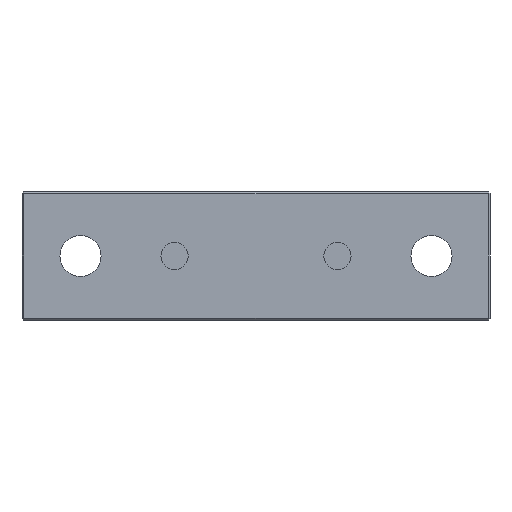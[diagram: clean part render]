
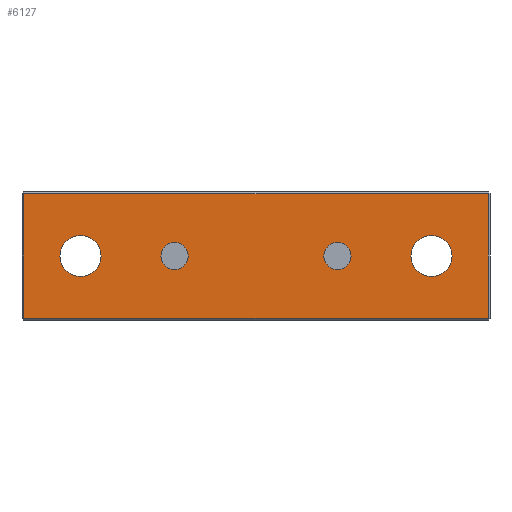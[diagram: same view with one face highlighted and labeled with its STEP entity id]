
A CAD part, front view. The second image highlights one B-rep face of the part: STEP entity #6127.
In plain terms, the highlighted planar face has unit normal (0, -1, 0).
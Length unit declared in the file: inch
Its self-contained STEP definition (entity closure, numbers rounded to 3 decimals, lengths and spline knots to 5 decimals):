
#1 = VERTEX_POINT ( 'NONE', #1485 ) ;
#18 = AXIS2_PLACEMENT_3D ( 'NONE', #994, #5010, #1560 ) ;
#103 = DIRECTION ( 'NONE',  ( -1., 0., 0. ) ) ;
#118 = CARTESIAN_POINT ( 'NONE',  ( 1.25, -1.0005, 0. ) ) ;
#154 = CIRCLE ( 'NONE', #3610, 0.11 ) ;
#188 = ORIENTED_EDGE ( 'NONE', *, *, #6846, .T. ) ;
#202 = CARTESIAN_POINT ( 'NONE',  ( 1.25, -1.0005, 0.33375 ) ) ;
#430 = DIRECTION ( 'NONE',  ( -1., 0., 0. ) ) ;
#460 = CIRCLE ( 'NONE', #6726, 0.11 ) ;
#491 = ORIENTED_EDGE ( 'NONE', *, *, #4401, .T. ) ;
#605 = ORIENTED_EDGE ( 'NONE', *, *, #6174, .T. ) ;
#680 = PLANE ( 'NONE',  #1508 ) ;
#694 = ORIENTED_EDGE ( 'NONE', *, *, #5727, .T. ) ;
#710 = DIRECTION ( 'NONE',  ( 0., 0., -1. ) ) ;
#774 = DIRECTION ( 'NONE',  ( 0., 0., 1. ) ) ;
#809 = FACE_OUTER_BOUND ( 'NONE', #1551, .T. ) ;
#861 = VECTOR ( 'NONE', #5768, 39.37008 ) ;
#872 = CARTESIAN_POINT ( 'NONE',  ( -1.24, -1.0005, 0. ) ) ;
#911 = AXIS2_PLACEMENT_3D ( 'NONE', #1309, #5353, #1916 ) ;
#994 = CARTESIAN_POINT ( 'NONE',  ( 0.435, -1.0005, 0. ) ) ;
#997 = FACE_BOUND ( 'NONE', #2441, .T. ) ;
#1251 = VERTEX_POINT ( 'NONE', #1651 ) ;
#1277 = CARTESIAN_POINT ( 'NONE',  ( -0.435, -1.0005, 0. ) ) ;
#1309 = CARTESIAN_POINT ( 'NONE',  ( 0.9375, -1.0005, 0. ) ) ;
#1333 = LINE ( 'NONE', #872, #4433 ) ;
#1375 = CARTESIAN_POINT ( 'NONE',  ( -0.8275, -1.0005, 0. ) ) ;
#1485 = CARTESIAN_POINT ( 'NONE',  ( 1.24, -1.0005, 0.33375 ) ) ;
#1492 = VERTEX_POINT ( 'NONE', #7095 ) ;
#1508 = AXIS2_PLACEMENT_3D ( 'NONE', #118, #4176, #710 ) ;
#1551 = EDGE_LOOP ( 'NONE', ( #605, #5091, #188, #2382 ) ) ;
#1560 = DIRECTION ( 'NONE',  ( -1., 0., 0. ) ) ;
#1651 = CARTESIAN_POINT ( 'NONE',  ( -0.5075, -1.0005, 0. ) ) ;
#1667 = EDGE_LOOP ( 'NONE', ( #4629, #4804 ) ) ;
#1875 = DIRECTION ( 'NONE',  ( -1., 0., 0. ) ) ;
#1894 = CARTESIAN_POINT ( 'NONE',  ( 0.3625, -1.0005, 0. ) ) ;
#1916 = DIRECTION ( 'NONE',  ( -1., 0., 0. ) ) ;
#1956 = CARTESIAN_POINT ( 'NONE',  ( -0.435, -1.0005, 0. ) ) ;
#1958 = VERTEX_POINT ( 'NONE', #5377 ) ;
#2143 = EDGE_LOOP ( 'NONE', ( #694, #7071 ) ) ;
#2150 = CIRCLE ( 'NONE', #911, 0.11 ) ;
#2322 = CARTESIAN_POINT ( 'NONE',  ( 1.25, -1.0005, -0.33375 ) ) ;
#2334 = FACE_BOUND ( 'NONE', #2143, .T. ) ;
#2382 = ORIENTED_EDGE ( 'NONE', *, *, #6721, .T. ) ;
#2441 = EDGE_LOOP ( 'NONE', ( #491, #5855 ) ) ;
#2445 = VERTEX_POINT ( 'NONE', #1894 ) ;
#2535 = DIRECTION ( 'NONE',  ( -1., 0., 0. ) ) ;
#2624 = EDGE_CURVE ( 'NONE', #1958, #5969, #460, .T. ) ;
#2797 = DIRECTION ( 'NONE',  ( 0., 1., 0. ) ) ;
#2823 = CARTESIAN_POINT ( 'NONE',  ( -1.24, -1.0005, 0.33375 ) ) ;
#2919 = VERTEX_POINT ( 'NONE', #1375 ) ;
#2933 = DIRECTION ( 'NONE',  ( 0., 1., 0. ) ) ;
#3448 = EDGE_CURVE ( 'NONE', #5969, #1958, #2150, .T. ) ;
#3551 = CIRCLE ( 'NONE', #5746, 0.0725 ) ;
#3568 = DIRECTION ( 'NONE',  ( 0., 1., 0. ) ) ;
#3610 = AXIS2_PLACEMENT_3D ( 'NONE', #7067, #3568, #103 ) ;
#3645 = CARTESIAN_POINT ( 'NONE',  ( 1.24, -1.0005, 0. ) ) ;
#3658 = VECTOR ( 'NONE', #4252, 39.37008 ) ;
#3662 = VERTEX_POINT ( 'NONE', #4369 ) ;
#3684 = CIRCLE ( 'NONE', #18, 0.0725 ) ;
#3885 = FACE_BOUND ( 'NONE', #5614, .T. ) ;
#3909 = DIRECTION ( 'NONE',  ( 0., 1., 0. ) ) ;
#4033 = CARTESIAN_POINT ( 'NONE',  ( -1.24, -1.0005, -0.33375 ) ) ;
#4176 = DIRECTION ( 'NONE',  ( 0., -1., 0. ) ) ;
#4252 = DIRECTION ( 'NONE',  ( -1., 0., 0. ) ) ;
#4280 = AXIS2_PLACEMENT_3D ( 'NONE', #6265, #2797, #6853 ) ;
#4369 = CARTESIAN_POINT ( 'NONE',  ( -1.0475, -1.0005, 0. ) ) ;
#4401 = EDGE_CURVE ( 'NONE', #3662, #2919, #154, .T. ) ;
#4433 = VECTOR ( 'NONE', #5638, 39.37008 ) ;
#4453 = CIRCLE ( 'NONE', #6418, 0.0725 ) ;
#4479 = LINE ( 'NONE', #3645, #5823 ) ;
#4629 = ORIENTED_EDGE ( 'NONE', *, *, #3448, .T. ) ;
#4669 = VERTEX_POINT ( 'NONE', #6504 ) ;
#4804 = ORIENTED_EDGE ( 'NONE', *, *, #2624, .T. ) ;
#5010 = DIRECTION ( 'NONE',  ( 0., 1., 0. ) ) ;
#5024 = AXIS2_PLACEMENT_3D ( 'NONE', #1956, #5991, #2535 ) ;
#5037 = CIRCLE ( 'NONE', #4280, 0.11 ) ;
#5091 = ORIENTED_EDGE ( 'NONE', *, *, #6272, .T. ) ;
#5180 = EDGE_CURVE ( 'NONE', #2445, #1492, #3684, .T. ) ;
#5215 = VERTEX_POINT ( 'NONE', #5617 ) ;
#5325 = DIRECTION ( 'NONE',  ( 0., 1., 0. ) ) ;
#5331 = ORIENTED_EDGE ( 'NONE', *, *, #7459, .T. ) ;
#5353 = DIRECTION ( 'NONE',  ( 0., 1., 0. ) ) ;
#5373 = VERTEX_POINT ( 'NONE', #4033 ) ;
#5377 = CARTESIAN_POINT ( 'NONE',  ( 1.0475, -1.0005, 0. ) ) ;
#5614 = EDGE_LOOP ( 'NONE', ( #6367, #5331 ) ) ;
#5617 = CARTESIAN_POINT ( 'NONE',  ( 1.24, -1.0005, -0.33375 ) ) ;
#5638 = DIRECTION ( 'NONE',  ( 0., 0., -1. ) ) ;
#5727 = EDGE_CURVE ( 'NONE', #1251, #4669, #6620, .T. ) ;
#5746 = AXIS2_PLACEMENT_3D ( 'NONE', #1277, #5325, #1875 ) ;
#5768 = DIRECTION ( 'NONE',  ( 1., 0., 0. ) ) ;
#5823 = VECTOR ( 'NONE', #774, 39.37008 ) ;
#5855 = ORIENTED_EDGE ( 'NONE', *, *, #6908, .T. ) ;
#5969 = VERTEX_POINT ( 'NONE', #6810 ) ;
#5991 = DIRECTION ( 'NONE',  ( 0., 1., 0. ) ) ;
#6127 = ADVANCED_FACE ( 'NONE', ( #6952, #997, #3885, #2334, #809 ), #680, .T. ) ;
#6174 = EDGE_CURVE ( 'NONE', #5215, #1, #4479, .T. ) ;
#6208 = EDGE_CURVE ( 'NONE', #4669, #1251, #3551, .T. ) ;
#6265 = CARTESIAN_POINT ( 'NONE',  ( -0.9375, -1.0005, 0. ) ) ;
#6272 = EDGE_CURVE ( 'NONE', #1, #6662, #6763, .T. ) ;
#6367 = ORIENTED_EDGE ( 'NONE', *, *, #5180, .T. ) ;
#6401 = CARTESIAN_POINT ( 'NONE',  ( 0.9375, -1.0005, 0. ) ) ;
#6418 = AXIS2_PLACEMENT_3D ( 'NONE', #7375, #3909, #430 ) ;
#6504 = CARTESIAN_POINT ( 'NONE',  ( -0.3625, -1.0005, 0. ) ) ;
#6620 = CIRCLE ( 'NONE', #5024, 0.0725 ) ;
#6662 = VERTEX_POINT ( 'NONE', #2823 ) ;
#6721 = EDGE_CURVE ( 'NONE', #5373, #5215, #6825, .T. ) ;
#6726 = AXIS2_PLACEMENT_3D ( 'NONE', #6401, #2933, #7001 ) ;
#6763 = LINE ( 'NONE', #202, #3658 ) ;
#6810 = CARTESIAN_POINT ( 'NONE',  ( 0.8275, -1.0005, 0. ) ) ;
#6825 = LINE ( 'NONE', #2322, #861 ) ;
#6846 = EDGE_CURVE ( 'NONE', #6662, #5373, #1333, .T. ) ;
#6853 = DIRECTION ( 'NONE',  ( -1., 0., 0. ) ) ;
#6908 = EDGE_CURVE ( 'NONE', #2919, #3662, #5037, .T. ) ;
#6952 = FACE_BOUND ( 'NONE', #1667, .T. ) ;
#7001 = DIRECTION ( 'NONE',  ( -1., 0., 0. ) ) ;
#7067 = CARTESIAN_POINT ( 'NONE',  ( -0.9375, -1.0005, 0. ) ) ;
#7071 = ORIENTED_EDGE ( 'NONE', *, *, #6208, .T. ) ;
#7095 = CARTESIAN_POINT ( 'NONE',  ( 0.5075, -1.0005, 0. ) ) ;
#7375 = CARTESIAN_POINT ( 'NONE',  ( 0.435, -1.0005, 0. ) ) ;
#7459 = EDGE_CURVE ( 'NONE', #1492, #2445, #4453, .T. ) ;
